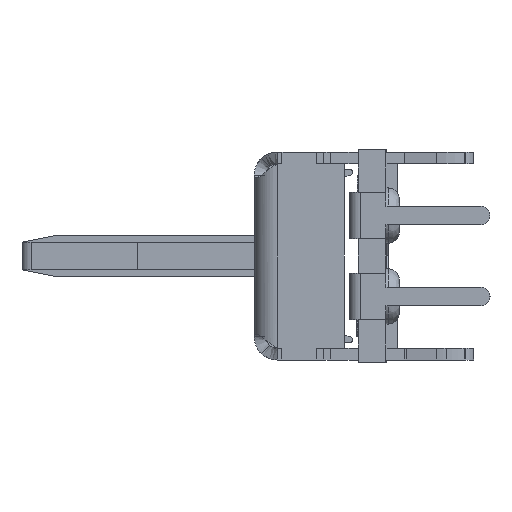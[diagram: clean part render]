
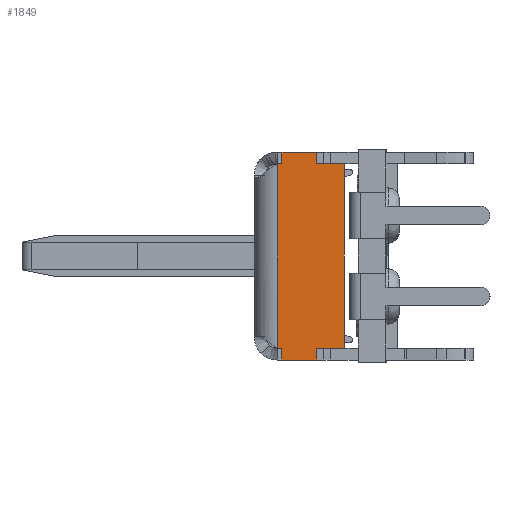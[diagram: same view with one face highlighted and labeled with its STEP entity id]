
A CAD part, left-side view. The second image highlights one B-rep face of the part: STEP entity #1849.
In plain terms, the highlighted planar face has unit normal (1, 0, 0).
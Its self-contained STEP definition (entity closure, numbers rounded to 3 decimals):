
#103 = DIRECTION ( 'NONE',  ( 0., 0., 1. ) ) ;
#156 = VECTOR ( 'NONE', #13566, 1000. ) ;
#284 = DIRECTION ( 'NONE',  ( 0., 0., 1. ) ) ;
#376 = CARTESIAN_POINT ( 'NONE',  ( -37.5, -5.6, -8.25 ) ) ;
#1049 = ORIENTED_EDGE ( 'NONE', *, *, #16635, .T. ) ;
#1307 = LINE ( 'NONE', #2027, #11865 ) ;
#1404 = CARTESIAN_POINT ( 'NONE',  ( -37.5, -7.1, -12.25 ) ) ;
#1613 = DIRECTION ( 'NONE',  ( 0., 1., 0. ) ) ;
#1849 = ADVANCED_FACE ( 'NONE', ( #9868 ), #2962, .T. ) ;
#2005 = CARTESIAN_POINT ( 'NONE',  ( -37.5, -5.6, -3.75 ) ) ;
#2027 = CARTESIAN_POINT ( 'NONE',  ( -37.5, -7.1, -8.25 ) ) ;
#2140 = LINE ( 'NONE', #5025, #12679 ) ;
#2228 = LINE ( 'NONE', #11512, #22533 ) ;
#2304 = CARTESIAN_POINT ( 'NONE',  ( -37.5, -5.6, -12.25 ) ) ;
#2550 = VERTEX_POINT ( 'NONE', #9732 ) ;
#2574 = ORIENTED_EDGE ( 'NONE', *, *, #9742, .T. ) ;
#2648 = DIRECTION ( 'NONE',  ( 0., 0., -1. ) ) ;
#2680 = DIRECTION ( 'NONE',  ( 1., 0., 0. ) ) ;
#2731 = CARTESIAN_POINT ( 'NONE',  ( -37.5, -6.85, -8.25 ) ) ;
#2766 = EDGE_CURVE ( 'NONE', #19962, #22164, #13835, .T. ) ;
#2791 = ORIENTED_EDGE ( 'NONE', *, *, #6043, .T. ) ;
#2962 = PLANE ( 'NONE',  #20819 ) ;
#3788 = CARTESIAN_POINT ( 'NONE',  ( -37.5, -5.4, -12.25 ) ) ;
#4026 = CARTESIAN_POINT ( 'NONE',  ( -37.5, -7.1, -4.25 ) ) ;
#4072 = CARTESIAN_POINT ( 'NONE',  ( -37.5, -6.85, -12.75 ) ) ;
#4140 = VERTEX_POINT ( 'NONE', #18230 ) ;
#4778 = LINE ( 'NONE', #10623, #20477 ) ;
#4815 = EDGE_CURVE ( 'NONE', #15244, #13771, #4778, .T. ) ;
#4953 = DIRECTION ( 'NONE',  ( 0., 0., 1. ) ) ;
#5025 = CARTESIAN_POINT ( 'NONE',  ( -37.5, -5.4, -12.41 ) ) ;
#5425 = DIRECTION ( 'NONE',  ( 0., 0., -1. ) ) ;
#5682 = CARTESIAN_POINT ( 'NONE',  ( -37.5, -7.1, -8.25 ) ) ;
#6043 = EDGE_CURVE ( 'NONE', #22164, #8541, #2140, .T. ) ;
#6063 = LINE ( 'NONE', #23281, #156 ) ;
#6185 = CARTESIAN_POINT ( 'NONE',  ( -37.5, -6.85, -4.25 ) ) ;
#6627 = VECTOR ( 'NONE', #284, 1000. ) ;
#6819 = ORIENTED_EDGE ( 'NONE', *, *, #24699, .T. ) ;
#7264 = LINE ( 'NONE', #376, #6627 ) ;
#7540 = EDGE_CURVE ( 'NONE', #17627, #2550, #10477, .T. ) ;
#7830 = CARTESIAN_POINT ( 'NONE',  ( -37.5, -7.1, -3.75 ) ) ;
#8277 = VERTEX_POINT ( 'NONE', #7830 ) ;
#8541 = VERTEX_POINT ( 'NONE', #24589 ) ;
#8810 = CARTESIAN_POINT ( 'NONE',  ( -37.5, -8.3, -12.25 ) ) ;
#9384 = CARTESIAN_POINT ( 'NONE',  ( -37.5, -6.85, -3.75 ) ) ;
#9402 = LINE ( 'NONE', #4072, #14028 ) ;
#9732 = CARTESIAN_POINT ( 'NONE',  ( -37.5, -7.1, -12.75 ) ) ;
#9742 = EDGE_CURVE ( 'NONE', #4140, #19962, #7264, .T. ) ;
#9868 = FACE_OUTER_BOUND ( 'NONE', #15661, .T. ) ;
#9941 = ORIENTED_EDGE ( 'NONE', *, *, #17081, .T. ) ;
#10144 = DIRECTION ( 'NONE',  ( 0., 1., 0. ) ) ;
#10477 = LINE ( 'NONE', #5682, #15724 ) ;
#10623 = CARTESIAN_POINT ( 'NONE',  ( -37.5, -6.85, -4.25 ) ) ;
#11303 = DIRECTION ( 'NONE',  ( 0., -1., 0. ) ) ;
#11512 = CARTESIAN_POINT ( 'NONE',  ( -37.5, -6.85, -12.25 ) ) ;
#11865 = VECTOR ( 'NONE', #15877, 1000. ) ;
#11961 = ORIENTED_EDGE ( 'NONE', *, *, #2766, .T. ) ;
#12672 = CARTESIAN_POINT ( 'NONE',  ( -37.5, -8.3, -4.25 ) ) ;
#12679 = VECTOR ( 'NONE', #4953, 1000. ) ;
#13472 = LINE ( 'NONE', #9384, #17445 ) ;
#13566 = DIRECTION ( 'NONE',  ( 0., 0., -1. ) ) ;
#13771 = VERTEX_POINT ( 'NONE', #12672 ) ;
#13835 = LINE ( 'NONE', #22060, #18422 ) ;
#14028 = VECTOR ( 'NONE', #10144, 1000. ) ;
#14047 = ORIENTED_EDGE ( 'NONE', *, *, #25279, .T. ) ;
#14626 = ORIENTED_EDGE ( 'NONE', *, *, #4815, .T. ) ;
#15244 = VERTEX_POINT ( 'NONE', #4026 ) ;
#15347 = DIRECTION ( 'NONE',  ( 0., -1., 0. ) ) ;
#15641 = VERTEX_POINT ( 'NONE', #8810 ) ;
#15661 = EDGE_LOOP ( 'NONE', ( #14626, #6819, #9941, #21345, #1049, #2574, #11961, #2791, #20560, #18542, #14047, #15684 ) ) ;
#15684 = ORIENTED_EDGE ( 'NONE', *, *, #21110, .T. ) ;
#15724 = VECTOR ( 'NONE', #5425, 1000. ) ;
#15877 = DIRECTION ( 'NONE',  ( 0., 0., -1. ) ) ;
#16635 = EDGE_CURVE ( 'NONE', #2550, #4140, #9402, .T. ) ;
#16965 = CARTESIAN_POINT ( 'NONE',  ( -37.5, -5.6, -4.25 ) ) ;
#17081 = EDGE_CURVE ( 'NONE', #15641, #17627, #2228, .T. ) ;
#17445 = VECTOR ( 'NONE', #15347, 1000. ) ;
#17627 = VERTEX_POINT ( 'NONE', #1404 ) ;
#17908 = CARTESIAN_POINT ( 'NONE',  ( -37.5, -5.6, -8.25 ) ) ;
#18230 = CARTESIAN_POINT ( 'NONE',  ( -37.5, -5.6, -12.75 ) ) ;
#18422 = VECTOR ( 'NONE', #22240, 1000. ) ;
#18542 = ORIENTED_EDGE ( 'NONE', *, *, #18876, .T. ) ;
#18876 = EDGE_CURVE ( 'NONE', #19096, #23583, #19965, .T. ) ;
#19096 = VERTEX_POINT ( 'NONE', #16965 ) ;
#19253 = LINE ( 'NONE', #6185, #24393 ) ;
#19950 = DIRECTION ( 'NONE',  ( 0., -1., 0. ) ) ;
#19962 = VERTEX_POINT ( 'NONE', #2304 ) ;
#19965 = LINE ( 'NONE', #17908, #23305 ) ;
#20477 = VECTOR ( 'NONE', #11303, 1000. ) ;
#20479 = EDGE_CURVE ( 'NONE', #8541, #19096, #19253, .T. ) ;
#20560 = ORIENTED_EDGE ( 'NONE', *, *, #20479, .T. ) ;
#20819 = AXIS2_PLACEMENT_3D ( 'NONE', #2731, #2680, #2648 ) ;
#21110 = EDGE_CURVE ( 'NONE', #8277, #15244, #1307, .T. ) ;
#21345 = ORIENTED_EDGE ( 'NONE', *, *, #7540, .T. ) ;
#22060 = CARTESIAN_POINT ( 'NONE',  ( -37.5, -6.85, -12.25 ) ) ;
#22164 = VERTEX_POINT ( 'NONE', #3788 ) ;
#22240 = DIRECTION ( 'NONE',  ( 0., 1., 0. ) ) ;
#22533 = VECTOR ( 'NONE', #1613, 1000. ) ;
#23281 = CARTESIAN_POINT ( 'NONE',  ( -37.5, -8.3, -8.25 ) ) ;
#23305 = VECTOR ( 'NONE', #103, 1000. ) ;
#23583 = VERTEX_POINT ( 'NONE', #2005 ) ;
#24393 = VECTOR ( 'NONE', #19950, 1000. ) ;
#24589 = CARTESIAN_POINT ( 'NONE',  ( -37.5, -5.4, -4.25 ) ) ;
#24699 = EDGE_CURVE ( 'NONE', #13771, #15641, #6063, .T. ) ;
#25279 = EDGE_CURVE ( 'NONE', #23583, #8277, #13472, .T. ) ;
